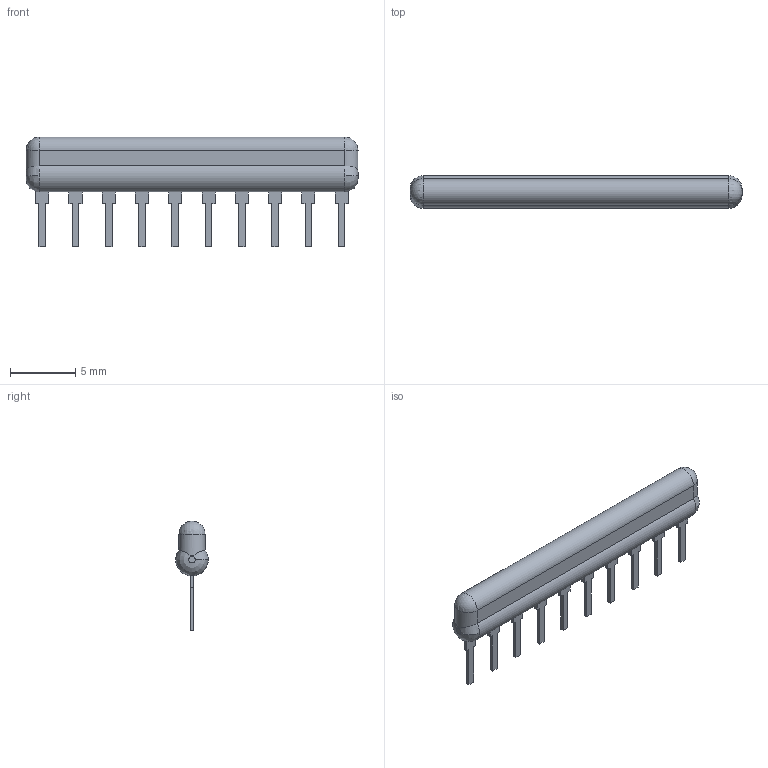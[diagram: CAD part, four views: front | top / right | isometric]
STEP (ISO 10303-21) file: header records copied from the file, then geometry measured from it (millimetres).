
FILE_DESCRIPTION(/* description */ (''),/* implementation_level */ '2;1');
FILE_NAME(/* name */ '4610X Series (CTS Black).step',/* time_stamp */ '2019-02-18T21:37:36-08:00',/* author */ (''),/* organization */ (''),/* preprocessor_version */ 'ST-DEVELOPER v17.2',/* originating_system */ 'Autodesk Translation Framework v7.6.0.251',/* authorisation */ '');
FILE_SCHEMA (('AUTOMOTIVE_DESIGN { 1 0 10303 214 3 1 1 }'));
Length unit declared in the file: millimetre
Products named in the file (1): 4610X Series (CTS Black)
Bounding box: 25.35 x 2.49 x 8.38 mm (x, y, z)
Volume: 208.8 mm3; surface area: 358.9 mm2
Topology: 1 solids, 1 shells, 104 faces, 276 edges, 178 vertices
Faces by surface type: plane 94, bspline 4, cylinder 4, sphere 2
Entity records: 3316 total; most frequent: CARTESIAN_POINT 683, ORIENTED_EDGE 544, DIRECTION 502, EDGE_CURVE 272, LINE 228, VECTOR 228, VERTEX_POINT 178, AXIS2_PLACEMENT_3D 137
